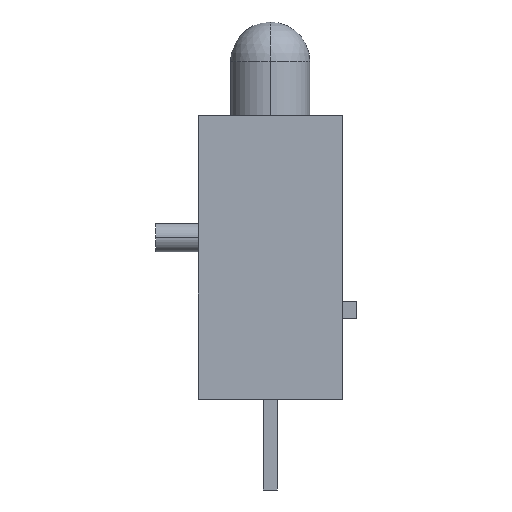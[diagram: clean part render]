
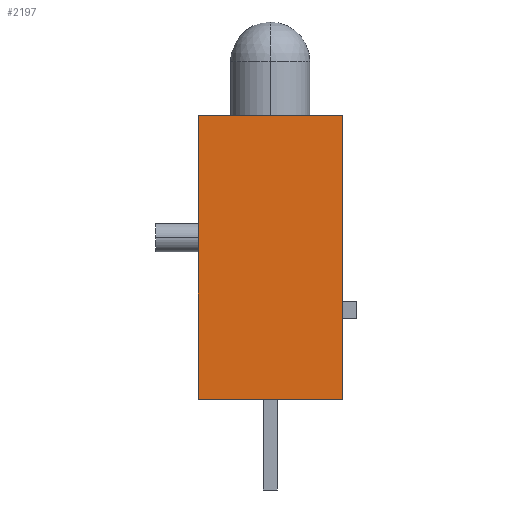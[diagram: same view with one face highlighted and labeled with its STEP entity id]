
A CAD part, left-side view. The second image highlights one B-rep face of the part: STEP entity #2197.
In plain terms, the highlighted planar face has unit normal (-1, 0, 0).
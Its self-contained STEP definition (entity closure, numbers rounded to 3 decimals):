
#1797=CARTESIAN_POINT('',(-2.0,2.54,10.0));
#1798=VERTEX_POINT('',#1797);
#1805=CARTESIAN_POINT('',(-2.0,-2.54,10.0));
#1806=VERTEX_POINT('',#1805);
#1807=CARTESIAN_POINT('',(-2.0,-2.54,10.0));
#1808=DIRECTION('',(0.0,1.0,0.0));
#1809=VECTOR('',#1808,5.08);
#1810=LINE('',#1807,#1809);
#1811=EDGE_CURVE('',#1806,#1798,#1810,.T.);
#2153=CARTESIAN_POINT('',(-2.0,-2.54,0.0));
#2154=VERTEX_POINT('',#2153);
#2155=CARTESIAN_POINT('',(-2.0,-2.54,0.0));
#2156=DIRECTION('',(0.0,0.0,1.0));
#2157=VECTOR('',#2156,10.0);
#2158=LINE('',#2155,#2157);
#2159=EDGE_CURVE('',#2154,#1806,#2158,.T.);
#2174=CARTESIAN_POINT('',(-2.0,-2.54,0.0));
#2175=DIRECTION('',(-1.0,0.0,0.0));
#2176=DIRECTION('',(0.0,0.0,-1.0));
#2177=AXIS2_PLACEMENT_3D('',#2174,#2175,#2176);
#2178=PLANE('',#2177);
#2179=ORIENTED_EDGE('',*,*,#1811,.T.);
#2180=CARTESIAN_POINT('',(-2.0,2.54,0.0));
#2181=VERTEX_POINT('',#2180);
#2182=CARTESIAN_POINT('',(-2.0,2.54,0.0));
#2183=DIRECTION('',(0.0,0.0,1.0));
#2184=VECTOR('',#2183,10.0);
#2185=LINE('',#2182,#2184);
#2186=EDGE_CURVE('',#2181,#1798,#2185,.T.);
#2187=ORIENTED_EDGE('',*,*,#2186,.F.);
#2188=CARTESIAN_POINT('',(-2.0,-2.54,0.0));
#2189=DIRECTION('',(0.0,1.0,0.0));
#2190=VECTOR('',#2189,5.08);
#2191=LINE('',#2188,#2190);
#2192=EDGE_CURVE('',#2154,#2181,#2191,.T.);
#2193=ORIENTED_EDGE('',*,*,#2192,.F.);
#2194=ORIENTED_EDGE('',*,*,#2159,.T.);
#2195=EDGE_LOOP('',(#2179,#2187,#2193,#2194));
#2196=FACE_OUTER_BOUND('',#2195,.T.);
#2197=ADVANCED_FACE('',(#2196),#2178,.T.);
